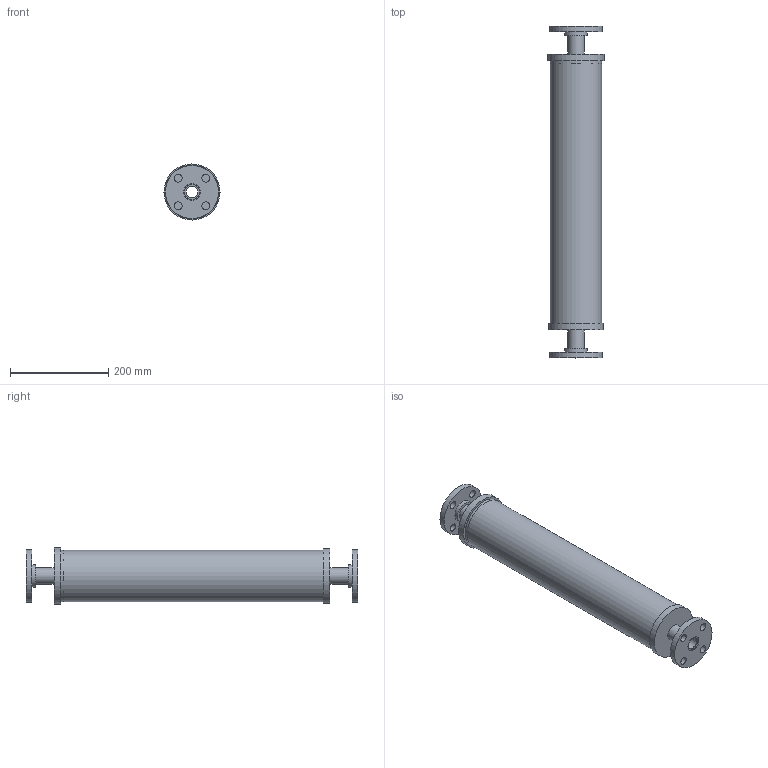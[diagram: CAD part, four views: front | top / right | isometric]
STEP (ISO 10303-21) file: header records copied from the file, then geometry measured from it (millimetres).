
FILE_DESCRIPTION((''),'2;1');
FILE_NAME('AC#2-4000-F_R2.iam.stp','2016-10-13T14:12:49',(''),(''),'Autodesk Inventor 2009','Autodesk Inventor 2009','');
FILE_SCHEMA(('AUTOMOTIVE_DESIGN { 1 0 10303 214 1 1 1 1 }'));
Length unit declared in the file: inch
Products named in the file (7): AC#2-4000-F_R2; SA-10FLG-PP_R0; FLG-10PP_R0; PIPE-10PP-SCH80; AC-2B-4000-S; AC-4000-TUBE; AC-2T-4000-S
Assembly tree (7 placements, depth 3):
  AC#2-4000-F_R2
    SA-10FLG-PP_R0  x2
      FLG-10PP_R0
      PIPE-10PP-SCH80
    AC-2B-4000-S
    AC-4000-TUBE
    AC-2T-4000-S
Bounding box: 114.3 x 676.4 x 114.3 mm (x, y, z)
Volume: 837838.2 mm3; surface area: 476019.4 mm2
Topology: 7 solids, 7 shells, 52 faces, 90 edges, 60 vertices
Faces by surface type: cylinder 28, plane 22, cone 2
Full cylindrical faces by diameter (mm): 15.799 x8, 24.206 x2, 28.575 x2, 31.039 x2, 33.299 x4, 45.466 x2, 100.33 x1, 101.727 x1, 103.886 x1, 104.775 x1, 107.95 x2, 111.252 x1, 114.3 x1
Entity records: 1020 total; most frequent: DIRECTION 180, CARTESIAN_POINT 130, AXIS2_PLACEMENT_3D 90, ORIENTED_EDGE 80, EDGE_LOOP 80, FACE_BOUND 44, VERTEX_POINT 40, CIRCLE 40
